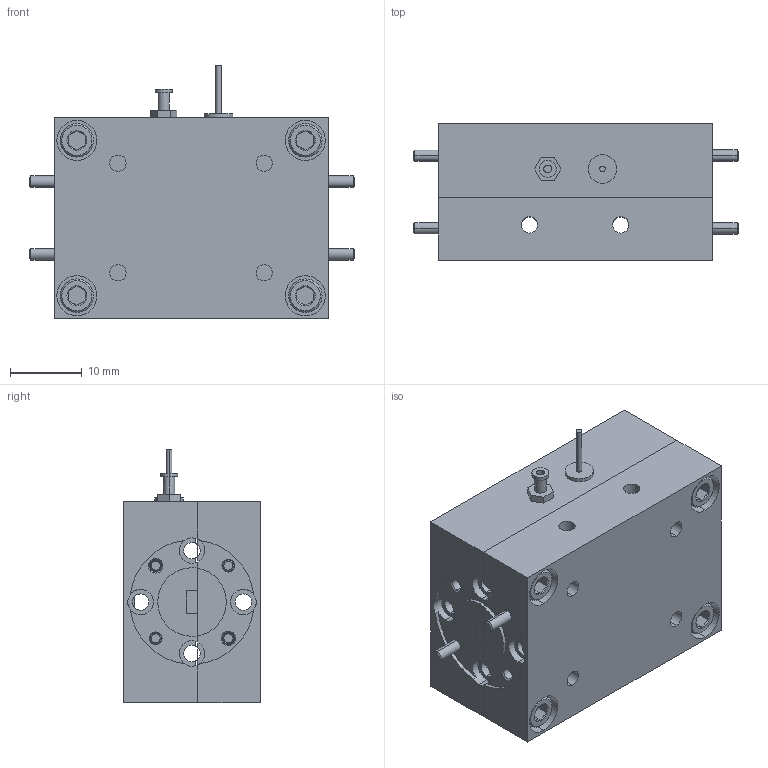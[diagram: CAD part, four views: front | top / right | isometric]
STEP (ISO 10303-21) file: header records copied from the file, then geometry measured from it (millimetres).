
FILE_DESCRIPTION (( 'STEP AP203' ), '1' );
FILE_NAME ('SBL-5539531260-1212-E1.STEP', '2018-09-13T20:59:55', ( '' ), ( '' ), 'SwSTEP 2.0', 'SolidWorks 2016', '' );
FILE_SCHEMA (( 'CONFIG_CONTROL_DESIGN' ));
Length unit declared in the file: inch
Products named in the file (1): SBL-5539531260-1212-E1
Bounding box: 45.09 x 19.05 x 35.18 mm (x, y, z)
Surface area: 8315.4 mm2 (no closed solid volume)
Topology: 0 solids, 18 shells, 419 faces, 1233 edges, 827 vertices
Faces by surface type: plane 168, cylinder 166, cone 84, bspline 1
Entity records: 14783 total; most frequent: CARTESIAN_POINT 3547, DIRECTION 2441, ORIENTED_EDGE 2167, EDGE_CURVE 1225, AXIS2_PLACEMENT_3D 939, VERTEX_POINT 827, VECTOR 563, LINE 563
